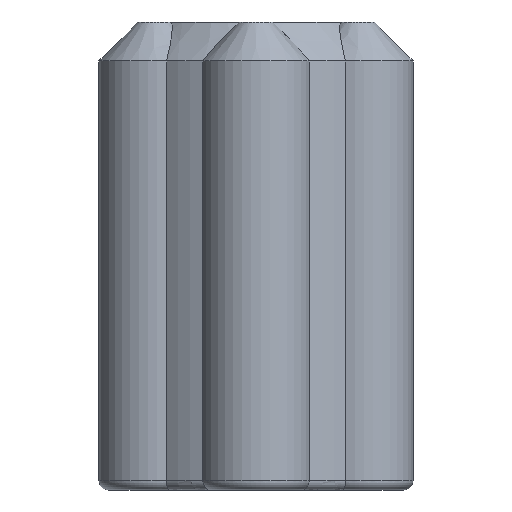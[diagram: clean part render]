
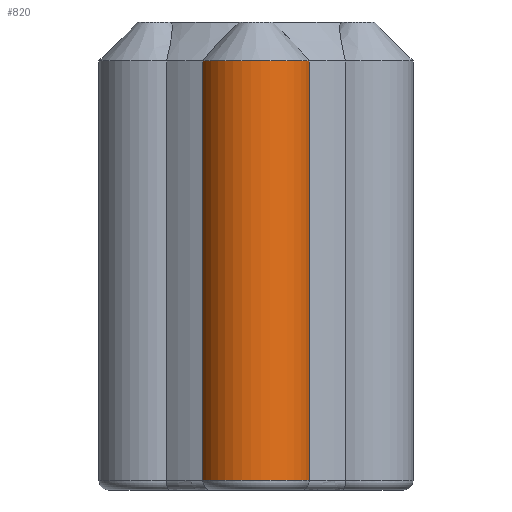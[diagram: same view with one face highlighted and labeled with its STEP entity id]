
A CAD part, left-side view. The second image highlights one B-rep face of the part: STEP entity #820.
In plain terms, the highlighted cylindrical face has radius 1.433 mm (diameter 2.865 mm), a partial arc.
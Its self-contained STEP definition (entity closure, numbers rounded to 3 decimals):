
#99=FACE_OUTER_BOUND('',#155,.T.);
#155=EDGE_LOOP('',(#736,#737,#738,#739));
#175=CIRCLE('',#871,1.433);
#205=CIRCLE('',#920,1.433);
#279=LINE('',#2422,#299);
#280=LINE('',#2424,#300);
#299=VECTOR('',#1177,10.);
#300=VECTOR('',#1180,10.);
#335=VERTEX_POINT('',#2067);
#337=VERTEX_POINT('',#2078);
#365=VERTEX_POINT('',#2257);
#367=VERTEX_POINT('',#2276);
#428=EDGE_CURVE('',#337,#335,#175,.T.);
#477=EDGE_CURVE('',#367,#365,#205,.T.);
#497=EDGE_CURVE('',#337,#365,#279,.T.);
#498=EDGE_CURVE('',#335,#367,#280,.T.);
#736=ORIENTED_EDGE('',*,*,#428,.F.);
#737=ORIENTED_EDGE('',*,*,#497,.T.);
#738=ORIENTED_EDGE('',*,*,#477,.F.);
#739=ORIENTED_EDGE('',*,*,#498,.F.);
#767=CYLINDRICAL_SURFACE('',#943,1.433);
#820=ADVANCED_FACE('',(#99),#767,.T.);
#871=AXIS2_PLACEMENT_3D('',#2087,#1024,#1025);
#920=AXIS2_PLACEMENT_3D('',#2291,#1129,#1130);
#943=AXIS2_PLACEMENT_3D('',#2423,#1178,#1179);
#1024=DIRECTION('center_axis',(0.,0.,1.));
#1025=DIRECTION('ref_axis',(-1.,0.,0.));
#1129=DIRECTION('center_axis',(0.,0.,-1.));
#1130=DIRECTION('ref_axis',(-1.,0.,0.));
#1177=DIRECTION('',(0.,0.,-1.));
#1178=DIRECTION('center_axis',(0.,0.,-1.));
#1179=DIRECTION('ref_axis',(-1.,0.,0.));
#1180=DIRECTION('',(0.,0.,-1.));
#2067=CARTESIAN_POINT('',(11.564,-16.365,-63.833));
#2078=CARTESIAN_POINT('',(11.564,-13.635,-63.833));
#2087=CARTESIAN_POINT('Origin',(12.,-15.,-63.833));
#2257=CARTESIAN_POINT('',(11.564,-13.635,-74.583));
#2276=CARTESIAN_POINT('',(11.564,-16.365,-74.583));
#2291=CARTESIAN_POINT('Origin',(12.,-15.,-74.583));
#2422=CARTESIAN_POINT('',(11.564,-13.635,-62.833));
#2423=CARTESIAN_POINT('Origin',(12.,-15.,-62.833));
#2424=CARTESIAN_POINT('',(11.564,-16.365,-62.833));
